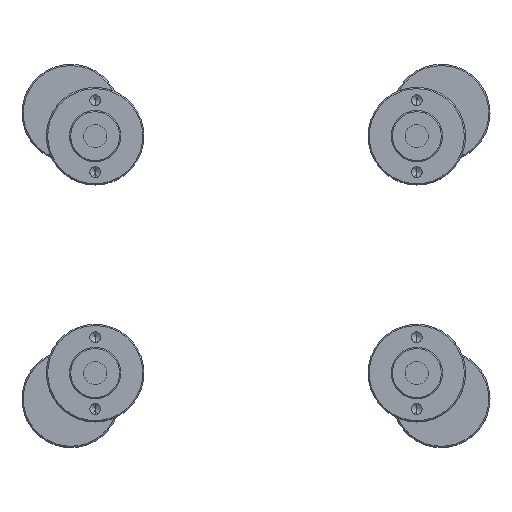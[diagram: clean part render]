
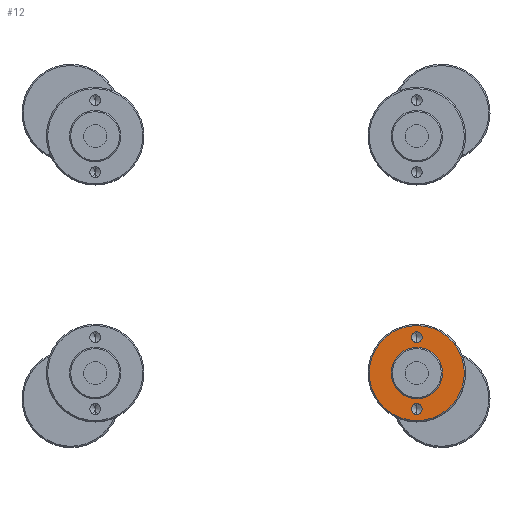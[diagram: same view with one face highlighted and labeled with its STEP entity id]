
A CAD part, top view. The second image highlights one B-rep face of the part: STEP entity #12.
In plain terms, the highlighted face is planar.
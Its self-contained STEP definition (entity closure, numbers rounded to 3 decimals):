
#1 = VERTEX_POINT ( 'NONE', #277 ) ;
#12 = ADVANCED_FACE ( 'NONE', ( #679, #284, #63, #756 ), #745, .T. ) ;
#33 = AXIS2_PLACEMENT_3D ( 'NONE', #514, #987, #190 ) ;
#39 = CARTESIAN_POINT ( 'NONE',  ( 0., 30., 0. ) ) ;
#40 = EDGE_CURVE ( 'NONE', #1, #581, #697, .T. ) ;
#53 = EDGE_CURVE ( 'NONE', #371, #658, #162, .T. ) ;
#56 = DIRECTION ( 'NONE',  ( 0., 0., 1. ) ) ;
#58 = ORIENTED_EDGE ( 'NONE', *, *, #93, .T. ) ;
#63 = FACE_BOUND ( 'NONE', #183, .T. ) ;
#93 = EDGE_CURVE ( 'NONE', #658, #371, #667, .T. ) ;
#102 = CARTESIAN_POINT ( 'NONE',  ( 0., 30., -14. ) ) ;
#106 = AXIS2_PLACEMENT_3D ( 'NONE', #130, #220, #205 ) ;
#111 = ORIENTED_EDGE ( 'NONE', *, *, #40, .F. ) ;
#114 = DIRECTION ( 'NONE',  ( 0., 0., 1. ) ) ;
#126 = VERTEX_POINT ( 'NONE', #763 ) ;
#130 = CARTESIAN_POINT ( 'NONE',  ( 0., 30., 0. ) ) ;
#144 = CIRCLE ( 'NONE', #403, 2.1 ) ;
#149 = DIRECTION ( 'NONE',  ( 0., 0., 1. ) ) ;
#162 = CIRCLE ( 'NONE', #106, 18.5 ) ;
#183 = EDGE_LOOP ( 'NONE', ( #338, #111 ) ) ;
#188 = VERTEX_POINT ( 'NONE', #297 ) ;
#190 = DIRECTION ( 'NONE',  ( 0., 0., 1. ) ) ;
#197 = AXIS2_PLACEMENT_3D ( 'NONE', #39, #688, #838 ) ;
#201 = AXIS2_PLACEMENT_3D ( 'NONE', #459, #454, #699 ) ;
#205 = DIRECTION ( 'NONE',  ( 0., 0., 1. ) ) ;
#220 = DIRECTION ( 'NONE',  ( 0., 1., 0. ) ) ;
#222 = CIRCLE ( 'NONE', #197, 10. ) ;
#230 = EDGE_CURVE ( 'NONE', #126, #188, #464, .T. ) ;
#269 = CARTESIAN_POINT ( 'NONE',  ( 0., 30., 16.1 ) ) ;
#277 = CARTESIAN_POINT ( 'NONE',  ( 0., 30., 11.9 ) ) ;
#284 = FACE_BOUND ( 'NONE', #536, .T. ) ;
#296 = CARTESIAN_POINT ( 'NONE',  ( 0., 30., -18.5 ) ) ;
#297 = CARTESIAN_POINT ( 'NONE',  ( 0., 30., -10. ) ) ;
#305 = DIRECTION ( 'NONE',  ( 0., 1., 0. ) ) ;
#337 = EDGE_CURVE ( 'NONE', #188, #126, #222, .T. ) ;
#338 = ORIENTED_EDGE ( 'NONE', *, *, #868, .F. ) ;
#342 = VERTEX_POINT ( 'NONE', #921 ) ;
#371 = VERTEX_POINT ( 'NONE', #296 ) ;
#386 = EDGE_LOOP ( 'NONE', ( #831, #58 ) ) ;
#391 = DIRECTION ( 'NONE',  ( 0., 0., 1. ) ) ;
#392 = CIRCLE ( 'NONE', #865, 2.1 ) ;
#403 = AXIS2_PLACEMENT_3D ( 'NONE', #467, #713, #149 ) ;
#432 = CARTESIAN_POINT ( 'NONE',  ( 0., 30., 18.5 ) ) ;
#454 = DIRECTION ( 'NONE',  ( 0., 1., 0. ) ) ;
#459 = CARTESIAN_POINT ( 'NONE',  ( 0., 30., 0. ) ) ;
#464 = CIRCLE ( 'NONE', #647, 10. ) ;
#467 = CARTESIAN_POINT ( 'NONE',  ( 0., 30., -14. ) ) ;
#478 = VERTEX_POINT ( 'NONE', #758 ) ;
#492 = ORIENTED_EDGE ( 'NONE', *, *, #230, .F. ) ;
#514 = CARTESIAN_POINT ( 'NONE',  ( 0., 30., 0. ) ) ;
#536 = EDGE_LOOP ( 'NONE', ( #674, #643 ) ) ;
#581 = VERTEX_POINT ( 'NONE', #269 ) ;
#597 = DIRECTION ( 'NONE',  ( 0., 1., 0. ) ) ;
#625 = CARTESIAN_POINT ( 'NONE',  ( 0., 30., 14. ) ) ;
#626 = DIRECTION ( 'NONE',  ( 0., 1., 0. ) ) ;
#643 = ORIENTED_EDGE ( 'NONE', *, *, #888, .F. ) ;
#647 = AXIS2_PLACEMENT_3D ( 'NONE', #863, #305, #391 ) ;
#658 = VERTEX_POINT ( 'NONE', #432 ) ;
#663 = ORIENTED_EDGE ( 'NONE', *, *, #337, .F. ) ;
#667 = CIRCLE ( 'NONE', #201, 18.5 ) ;
#674 = ORIENTED_EDGE ( 'NONE', *, *, #709, .F. ) ;
#679 = FACE_OUTER_BOUND ( 'NONE', #386, .T. ) ;
#688 = DIRECTION ( 'NONE',  ( 0., 1., 0. ) ) ;
#697 = CIRCLE ( 'NONE', #1028, 2.1 ) ;
#699 = DIRECTION ( 'NONE',  ( 0., 0., 1. ) ) ;
#709 = EDGE_CURVE ( 'NONE', #478, #342, #392, .T. ) ;
#713 = DIRECTION ( 'NONE',  ( 0., 1., 0. ) ) ;
#745 = PLANE ( 'NONE',  #33 ) ;
#756 = FACE_BOUND ( 'NONE', #1009, .T. ) ;
#758 = CARTESIAN_POINT ( 'NONE',  ( 0., 30., -11.9 ) ) ;
#763 = CARTESIAN_POINT ( 'NONE',  ( 0., 30., 10. ) ) ;
#793 = CIRCLE ( 'NONE', #845, 2.1 ) ;
#831 = ORIENTED_EDGE ( 'NONE', *, *, #53, .T. ) ;
#838 = DIRECTION ( 'NONE',  ( 0., 0., 1. ) ) ;
#845 = AXIS2_PLACEMENT_3D ( 'NONE', #1026, #626, #56 ) ;
#854 = DIRECTION ( 'NONE',  ( 0., 0., 1. ) ) ;
#859 = DIRECTION ( 'NONE',  ( 0., 1., 0. ) ) ;
#863 = CARTESIAN_POINT ( 'NONE',  ( 0., 30., 0. ) ) ;
#865 = AXIS2_PLACEMENT_3D ( 'NONE', #102, #597, #114 ) ;
#868 = EDGE_CURVE ( 'NONE', #581, #1, #793, .T. ) ;
#888 = EDGE_CURVE ( 'NONE', #342, #478, #144, .T. ) ;
#921 = CARTESIAN_POINT ( 'NONE',  ( 0., 30., -16.1 ) ) ;
#987 = DIRECTION ( 'NONE',  ( 0., 1., 0. ) ) ;
#1009 = EDGE_LOOP ( 'NONE', ( #663, #492 ) ) ;
#1026 = CARTESIAN_POINT ( 'NONE',  ( 0., 30., 14. ) ) ;
#1028 = AXIS2_PLACEMENT_3D ( 'NONE', #625, #859, #854 ) ;
